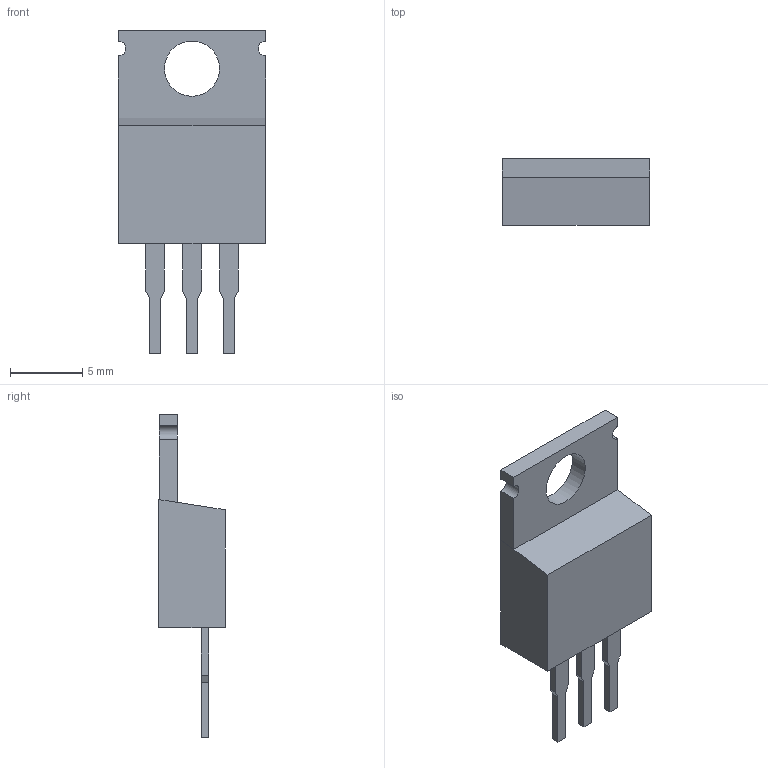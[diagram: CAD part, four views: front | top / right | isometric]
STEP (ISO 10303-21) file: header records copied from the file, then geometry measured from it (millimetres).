
FILE_DESCRIPTION(/* description */ (''),/* implementation_level */ '2;1');
FILE_NAME(/* name */ 'TO-220HS.step',/* time_stamp */ '2019-10-30T11:28:42-05:00',/* author */ (''),/* organization */ (''),/* preprocessor_version */ 'ST-DEVELOPER v18',/* originating_system */ 'Autodesk Translation Framework v8.9.1.1155',/* authorisation */ '');
FILE_SCHEMA (('AUTOMOTIVE_DESIGN { 1 0 10303 214 3 1 1 }'));
Length unit declared in the file: inch
Products named in the file (1): TO-220HS
Bounding box: 10.16 x 4.57 x 22.35 mm (x, y, z)
Volume: 463.1 mm3; surface area: 539.3 mm2
Topology: 1 solids, 1 shells, 50 faces, 133 edges, 88 vertices
Faces by surface type: plane 47, cylinder 3
Full cylindrical faces by diameter (mm): 3.81 x1
Entity records: 1601 total; most frequent: CARTESIAN_POINT 272, ORIENTED_EDGE 266, DIRECTION 243, EDGE_CURVE 133, LINE 125, VECTOR 125, VERTEX_POINT 88, AXIS2_PLACEMENT_3D 59
